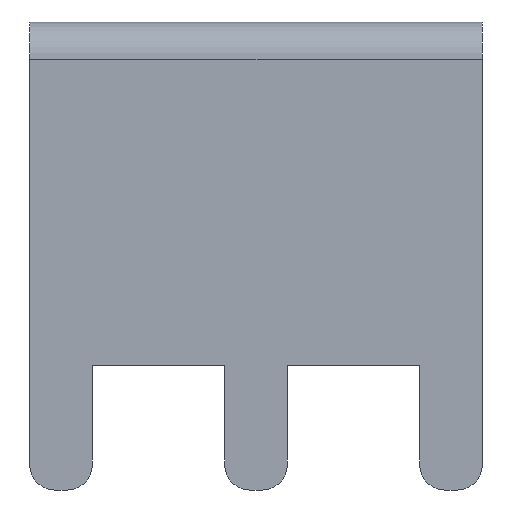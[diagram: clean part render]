
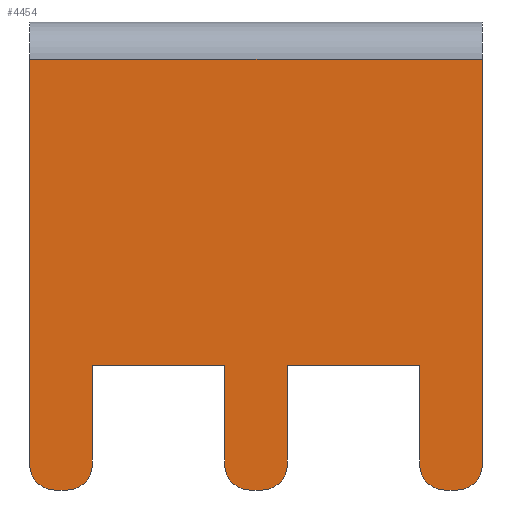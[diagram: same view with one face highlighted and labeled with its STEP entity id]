
A CAD part, left-side view. The second image highlights one B-rep face of the part: STEP entity #4454.
In plain terms, the highlighted planar face has unit normal (-1, 0, 0).
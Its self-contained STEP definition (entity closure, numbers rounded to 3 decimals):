
#38 = DIRECTION ( 'NONE',  ( 0., 0., -1. ) ) ;
#48 = ORIENTED_EDGE ( 'NONE', *, *, #8383, .F. ) ;
#95 = ORIENTED_EDGE ( 'NONE', *, *, #9027, .F. ) ;
#282 = EDGE_CURVE ( 'NONE', #5957, #9030, #7207, .T. ) ;
#283 = EDGE_CURVE ( 'NONE', #8810, #5873, #1326, .T. ) ;
#285 = VERTEX_POINT ( 'NONE', #2830 ) ;
#332 = EDGE_CURVE ( 'NONE', #6636, #6238, #1014, .T. ) ;
#355 = DIRECTION ( 'NONE',  ( -1., 0., 0. ) ) ;
#407 = VERTEX_POINT ( 'NONE', #2190 ) ;
#430 = CARTESIAN_POINT ( 'NONE',  ( -7.25, -1., -9.5 ) ) ;
#452 = LINE ( 'NONE', #7057, #9125 ) ;
#696 = CARTESIAN_POINT ( 'NONE',  ( -7.25, 5.25, -9.5 ) ) ;
#718 = CIRCLE ( 'NONE', #1486, 0.8 ) ;
#754 = ORIENTED_EDGE ( 'NONE', *, *, #283, .F. ) ;
#840 = VERTEX_POINT ( 'NONE', #5134 ) ;
#870 = VECTOR ( 'NONE', #5712, 1000. ) ;
#897 = ORIENTED_EDGE ( 'NONE', *, *, #7615, .T. ) ;
#960 = LINE ( 'NONE', #1823, #5643 ) ;
#983 = AXIS2_PLACEMENT_3D ( 'NONE', #9068, #4658, #6186 ) ;
#1014 = CIRCLE ( 'NONE', #3180, 0.8 ) ;
#1095 = EDGE_CURVE ( 'NONE', #8810, #2615, #3267, .T. ) ;
#1326 = LINE ( 'NONE', #2877, #8707 ) ;
#1344 = AXIS2_PLACEMENT_3D ( 'NONE', #3372, #6996, #1698 ) ;
#1367 = CARTESIAN_POINT ( 'NONE',  ( -7.25, 6.05, -12.7 ) ) ;
#1486 = AXIS2_PLACEMENT_3D ( 'NONE', #3217, #6151, #4616 ) ;
#1634 = VERTEX_POINT ( 'NONE', #1700 ) ;
#1693 = VECTOR ( 'NONE', #3136, 1000. ) ;
#1698 = DIRECTION ( 'NONE',  ( 0., 1., 0. ) ) ;
#1700 = CARTESIAN_POINT ( 'NONE',  ( -7.25, -6.45, -13.5 ) ) ;
#1823 = CARTESIAN_POINT ( 'NONE',  ( -7.25, 7.25, 0.3 ) ) ;
#1832 = ORIENTED_EDGE ( 'NONE', *, *, #8160, .F. ) ;
#1868 = ORIENTED_EDGE ( 'NONE', *, *, #7959, .T. ) ;
#1909 = PLANE ( 'NONE',  #983 ) ;
#2190 = CARTESIAN_POINT ( 'NONE',  ( -7.25, -7.25, 0.3 ) ) ;
#2319 = EDGE_CURVE ( 'NONE', #1634, #285, #2430, .T. ) ;
#2351 = EDGE_CURVE ( 'NONE', #5873, #6140, #8569, .T. ) ;
#2363 = DIRECTION ( 'NONE',  ( 0., 1., 0. ) ) ;
#2374 = LINE ( 'NONE', #4531, #1693 ) ;
#2430 = CIRCLE ( 'NONE', #1344, 0.8 ) ;
#2615 = VERTEX_POINT ( 'NONE', #8258 ) ;
#2677 = DIRECTION ( 'NONE',  ( 0., 1., 0. ) ) ;
#2686 = VERTEX_POINT ( 'NONE', #4123 ) ;
#2691 = CARTESIAN_POINT ( 'NONE',  ( -7.25, 1., -17.5 ) ) ;
#2701 = EDGE_CURVE ( 'NONE', #2686, #5957, #5466, .T. ) ;
#2783 = DIRECTION ( 'NONE',  ( -1., 0., 0. ) ) ;
#2830 = CARTESIAN_POINT ( 'NONE',  ( -7.25, -7.25, -12.7 ) ) ;
#2849 = CARTESIAN_POINT ( 'NONE',  ( -7.25, 5.25, -9.5 ) ) ;
#2877 = CARTESIAN_POINT ( 'NONE',  ( -7.25, -5.25, -17.5 ) ) ;
#2916 = CARTESIAN_POINT ( 'NONE',  ( -7.25, -1., -12.7 ) ) ;
#2945 = AXIS2_PLACEMENT_3D ( 'NONE', #6688, #4512, #7452 ) ;
#3024 = VECTOR ( 'NONE', #4783, 1000. ) ;
#3038 = ORIENTED_EDGE ( 'NONE', *, *, #2351, .F. ) ;
#3098 = CARTESIAN_POINT ( 'NONE',  ( -7.25, 7.25, -12.7 ) ) ;
#3136 = DIRECTION ( 'NONE',  ( 0., 0., -1. ) ) ;
#3180 = AXIS2_PLACEMENT_3D ( 'NONE', #1367, #2783, #4889 ) ;
#3193 = VECTOR ( 'NONE', #3836, 1000. ) ;
#3217 = CARTESIAN_POINT ( 'NONE',  ( -7.25, 0.2, -12.7 ) ) ;
#3267 = CIRCLE ( 'NONE', #5270, 0.8 ) ;
#3286 = CARTESIAN_POINT ( 'NONE',  ( -7.25, 6.45, -12.7 ) ) ;
#3372 = CARTESIAN_POINT ( 'NONE',  ( -7.25, -6.45, -12.7 ) ) ;
#3756 = CARTESIAN_POINT ( 'NONE',  ( -7.25, -5.25, -12.7 ) ) ;
#3836 = DIRECTION ( 'NONE',  ( 0., -1., 0. ) ) ;
#4116 = ORIENTED_EDGE ( 'NONE', *, *, #1095, .T. ) ;
#4123 = CARTESIAN_POINT ( 'NONE',  ( -7.25, 1., -12.7 ) ) ;
#4136 = ORIENTED_EDGE ( 'NONE', *, *, #2319, .T. ) ;
#4157 = VECTOR ( 'NONE', #38, 1000. ) ;
#4197 = DIRECTION ( 'NONE',  ( 0., 1., 0. ) ) ;
#4281 = VECTOR ( 'NONE', #4297, 1000. ) ;
#4297 = DIRECTION ( 'NONE',  ( 0., 1., 0. ) ) ;
#4454 = ADVANCED_FACE ( 'NONE', ( #8348 ), #1909, .F. ) ;
#4512 = DIRECTION ( 'NONE',  ( -1., 0., 0. ) ) ;
#4531 = CARTESIAN_POINT ( 'NONE',  ( -7.25, 5.25, -17.5 ) ) ;
#4616 = DIRECTION ( 'NONE',  ( 0., 1., 0. ) ) ;
#4618 = CIRCLE ( 'NONE', #2945, 0.8 ) ;
#4658 = DIRECTION ( 'NONE',  ( 1., 0., 0. ) ) ;
#4783 = DIRECTION ( 'NONE',  ( 0., -1., 0. ) ) ;
#4818 = DIRECTION ( 'NONE',  ( -1., 0., 0. ) ) ;
#4843 = DIRECTION ( 'NONE',  ( 0., 0., 1. ) ) ;
#4862 = EDGE_LOOP ( 'NONE', ( #5699, #7249, #95, #3038, #754, #4116, #9165, #4136, #48, #9336, #897, #1868, #9296, #6281, #1832, #7950, #7687, #9371 ) ) ;
#4871 = DIRECTION ( 'NONE',  ( 0., 0., -1. ) ) ;
#4889 = DIRECTION ( 'NONE',  ( 0., 1., 0. ) ) ;
#4954 = EDGE_CURVE ( 'NONE', #840, #6636, #452, .T. ) ;
#5134 = CARTESIAN_POINT ( 'NONE',  ( -7.25, 6.45, -13.5 ) ) ;
#5141 = VERTEX_POINT ( 'NONE', #3098 ) ;
#5270 = AXIS2_PLACEMENT_3D ( 'NONE', #8571, #4818, #4197 ) ;
#5466 = LINE ( 'NONE', #2691, #5973 ) ;
#5505 = CARTESIAN_POINT ( 'NONE',  ( -7.25, -7.25, -13.5 ) ) ;
#5638 = LINE ( 'NONE', #9450, #4157 ) ;
#5643 = VECTOR ( 'NONE', #2363, 1000. ) ;
#5699 = ORIENTED_EDGE ( 'NONE', *, *, #6819, .T. ) ;
#5712 = DIRECTION ( 'NONE',  ( 0., 1., 0. ) ) ;
#5752 = DIRECTION ( 'NONE',  ( 0., -1., 0. ) ) ;
#5769 = CARTESIAN_POINT ( 'NONE',  ( -7.25, -0.2, -13.5 ) ) ;
#5801 = DIRECTION ( 'NONE',  ( 0., 0., 1. ) ) ;
#5867 = LINE ( 'NONE', #9317, #9002 ) ;
#5873 = VERTEX_POINT ( 'NONE', #7420 ) ;
#5876 = CARTESIAN_POINT ( 'NONE',  ( -7.25, 0.2, -13.5 ) ) ;
#5957 = VERTEX_POINT ( 'NONE', #9232 ) ;
#5973 = VECTOR ( 'NONE', #4843, 1000. ) ;
#6140 = VERTEX_POINT ( 'NONE', #430 ) ;
#6151 = DIRECTION ( 'NONE',  ( -1., 0., 0. ) ) ;
#6186 = DIRECTION ( 'NONE',  ( 0., 1., 0. ) ) ;
#6238 = VERTEX_POINT ( 'NONE', #6650 ) ;
#6281 = ORIENTED_EDGE ( 'NONE', *, *, #332, .T. ) ;
#6290 = VERTEX_POINT ( 'NONE', #5876 ) ;
#6302 = CIRCLE ( 'NONE', #8293, 0.8 ) ;
#6406 = EDGE_CURVE ( 'NONE', #407, #9091, #960, .T. ) ;
#6464 = EDGE_CURVE ( 'NONE', #2686, #6290, #718, .T. ) ;
#6636 = VERTEX_POINT ( 'NONE', #8075 ) ;
#6650 = CARTESIAN_POINT ( 'NONE',  ( -7.25, 5.25, -12.7 ) ) ;
#6673 = VERTEX_POINT ( 'NONE', #5769 ) ;
#6688 = CARTESIAN_POINT ( 'NONE',  ( -7.25, -0.2, -12.7 ) ) ;
#6819 = EDGE_CURVE ( 'NONE', #6290, #6673, #8211, .T. ) ;
#6922 = CARTESIAN_POINT ( 'NONE',  ( -7.25, -7.25, -13.5 ) ) ;
#6996 = DIRECTION ( 'NONE',  ( -1., 0., 0. ) ) ;
#7011 = LINE ( 'NONE', #5505, #3024 ) ;
#7057 = CARTESIAN_POINT ( 'NONE',  ( -7.25, -7.25, -13.5 ) ) ;
#7179 = CARTESIAN_POINT ( 'NONE',  ( -7.25, 7.25, 0.3 ) ) ;
#7207 = LINE ( 'NONE', #696, #870 ) ;
#7226 = DIRECTION ( 'NONE',  ( 0., 0., -1. ) ) ;
#7249 = ORIENTED_EDGE ( 'NONE', *, *, #7458, .T. ) ;
#7420 = CARTESIAN_POINT ( 'NONE',  ( -7.25, -5.25, -9.5 ) ) ;
#7452 = DIRECTION ( 'NONE',  ( 0., 1., 0. ) ) ;
#7458 = EDGE_CURVE ( 'NONE', #6673, #8069, #4618, .T. ) ;
#7553 = VECTOR ( 'NONE', #4871, 1000. ) ;
#7615 = EDGE_CURVE ( 'NONE', #9091, #5141, #5638, .T. ) ;
#7687 = ORIENTED_EDGE ( 'NONE', *, *, #2701, .F. ) ;
#7795 = CARTESIAN_POINT ( 'NONE',  ( -7.25, -7.25, 1.5 ) ) ;
#7950 = ORIENTED_EDGE ( 'NONE', *, *, #282, .F. ) ;
#7959 = EDGE_CURVE ( 'NONE', #5141, #840, #6302, .T. ) ;
#8069 = VERTEX_POINT ( 'NONE', #2916 ) ;
#8075 = CARTESIAN_POINT ( 'NONE',  ( -7.25, 6.05, -13.5 ) ) ;
#8160 = EDGE_CURVE ( 'NONE', #9030, #6238, #2374, .T. ) ;
#8211 = LINE ( 'NONE', #6922, #3193 ) ;
#8258 = CARTESIAN_POINT ( 'NONE',  ( -7.25, -6.05, -13.5 ) ) ;
#8293 = AXIS2_PLACEMENT_3D ( 'NONE', #3286, #355, #2677 ) ;
#8348 = FACE_OUTER_BOUND ( 'NONE', #4862, .T. ) ;
#8383 = EDGE_CURVE ( 'NONE', #407, #285, #9171, .T. ) ;
#8569 = LINE ( 'NONE', #9273, #4281 ) ;
#8571 = CARTESIAN_POINT ( 'NONE',  ( -7.25, -6.05, -12.7 ) ) ;
#8707 = VECTOR ( 'NONE', #5801, 1000. ) ;
#8810 = VERTEX_POINT ( 'NONE', #3756 ) ;
#9002 = VECTOR ( 'NONE', #7226, 1000. ) ;
#9027 = EDGE_CURVE ( 'NONE', #6140, #8069, #5867, .T. ) ;
#9030 = VERTEX_POINT ( 'NONE', #2849 ) ;
#9068 = CARTESIAN_POINT ( 'NONE',  ( -7.25, 7.25, 1.5 ) ) ;
#9091 = VERTEX_POINT ( 'NONE', #7179 ) ;
#9125 = VECTOR ( 'NONE', #5752, 1000. ) ;
#9165 = ORIENTED_EDGE ( 'NONE', *, *, #9252, .T. ) ;
#9171 = LINE ( 'NONE', #7795, #7553 ) ;
#9232 = CARTESIAN_POINT ( 'NONE',  ( -7.25, 1., -9.5 ) ) ;
#9252 = EDGE_CURVE ( 'NONE', #2615, #1634, #7011, .T. ) ;
#9273 = CARTESIAN_POINT ( 'NONE',  ( -7.25, -5.25, -9.5 ) ) ;
#9296 = ORIENTED_EDGE ( 'NONE', *, *, #4954, .T. ) ;
#9317 = CARTESIAN_POINT ( 'NONE',  ( -7.25, -1., -17.5 ) ) ;
#9336 = ORIENTED_EDGE ( 'NONE', *, *, #6406, .T. ) ;
#9371 = ORIENTED_EDGE ( 'NONE', *, *, #6464, .T. ) ;
#9450 = CARTESIAN_POINT ( 'NONE',  ( -7.25, 7.25, 1.5 ) ) ;
